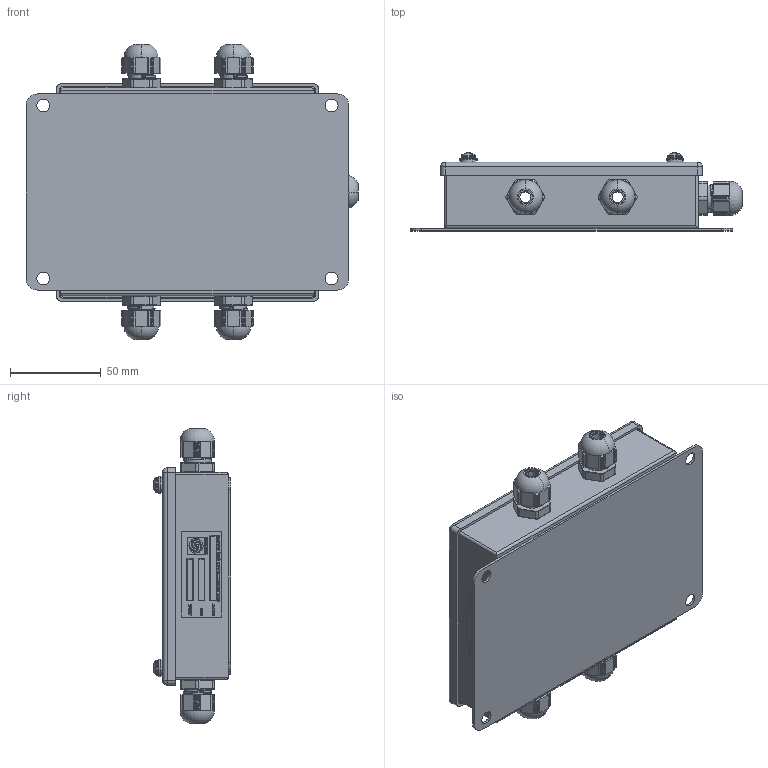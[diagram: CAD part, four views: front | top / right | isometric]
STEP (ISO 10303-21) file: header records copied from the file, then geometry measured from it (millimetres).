
FILE_DESCRIPTION (( 'STEP AP214' ), '1' );
FILE_NAME ('NB3-003 X1 (STEP).STEP', '2024-08-03T18:13:51', ( '' ), ( '' ), 'SwSTEP 2.0', 'SolidWorks 2021', '' );
FILE_SCHEMA (( 'AUTOMOTIVE_DESIGN' ));
Length unit declared in the file: inch
Products named in the file (1): NB3-003 X1 (STEP)
Bounding box: 182.83 x 42.86 x 162.46 mm (x, y, z)
Volume: 168870.8 mm3; surface area: 156044.8 mm2
Topology: 26 solids, 26 shells, 1569 faces, 4572 edges, 3173 vertices
Faces by surface type: cylinder 662, plane 657, torus 116, cone 66, bspline 52, sphere 16
Entity records: 95459 total; most frequent: CARTESIAN_POINT 35787, ORIENTED_EDGE 9128, DIRECTION 7055, EDGE_CURVE 4564, VERTEX_POINT 3173, AXIS2_PLACEMENT_3D 2468, VECTOR 2119, LINE 2119
